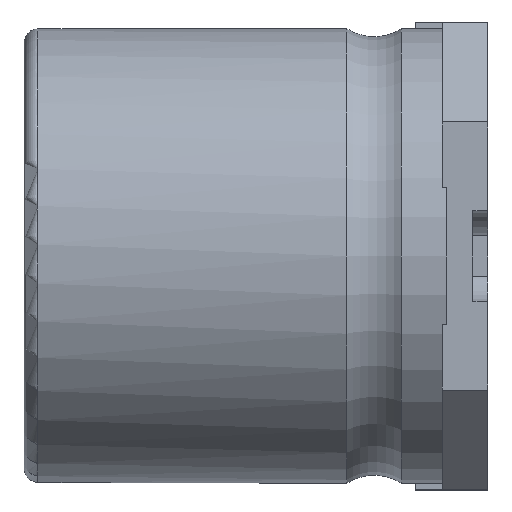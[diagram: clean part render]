
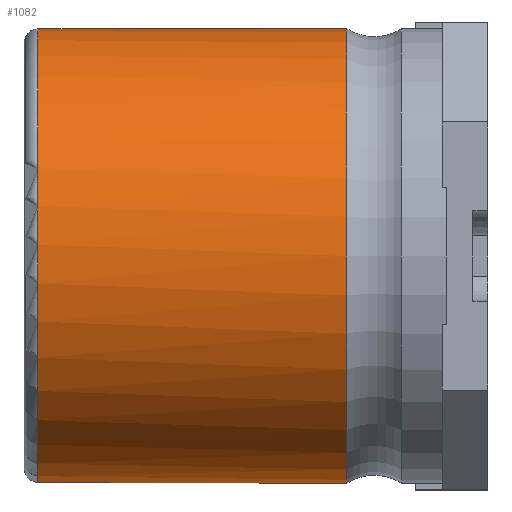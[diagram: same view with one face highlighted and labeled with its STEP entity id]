
A CAD part, left-side view. The second image highlights one B-rep face of the part: STEP entity #1082.
In plain terms, the highlighted cylindrical face has radius 5 mm (diameter 10 mm), a full revolution.
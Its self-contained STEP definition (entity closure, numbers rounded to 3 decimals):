
#39=FACE_BOUND('',#157,.T.);
#96=FACE_OUTER_BOUND('',#156,.T.);
#156=EDGE_LOOP('',(#731));
#157=EDGE_LOOP('',(#732));
#437=CIRCLE('',#1211,5.);
#438=CIRCLE('',#1213,5.);
#476=VERTEX_POINT('',#1641);
#477=VERTEX_POINT('',#1644);
#578=EDGE_CURVE('',#476,#476,#437,.T.);
#579=EDGE_CURVE('',#477,#477,#438,.T.);
#731=ORIENTED_EDGE('',*,*,#579,.F.);
#732=ORIENTED_EDGE('',*,*,#578,.F.);
#1007=CYLINDRICAL_SURFACE('',#1212,5.);
#1082=ADVANCED_FACE('',(#96,#39),#1007,.T.);
#1211=AXIS2_PLACEMENT_3D('',#1642,#1330,#1331);
#1212=AXIS2_PLACEMENT_3D('',#1643,#1332,#1333);
#1213=AXIS2_PLACEMENT_3D('',#1645,#1334,#1335);
#1330=DIRECTION('center_axis',(0.,1.,0.));
#1331=DIRECTION('ref_axis',(-1.,0.,0.));
#1332=DIRECTION('center_axis',(0.,-1.,0.));
#1333=DIRECTION('ref_axis',(1.,0.,0.));
#1334=DIRECTION('center_axis',(0.,-1.,0.));
#1335=DIRECTION('ref_axis',(1.,0.,0.));
#1641=CARTESIAN_POINT('',(5.,9.,0.));
#1642=CARTESIAN_POINT('Origin',(0.,9.,0.));
#1643=CARTESIAN_POINT('Origin',(0.,5.75,0.));
#1644=CARTESIAN_POINT('',(5.,2.2,0.));
#1645=CARTESIAN_POINT('Origin',(0.,2.2,0.));
